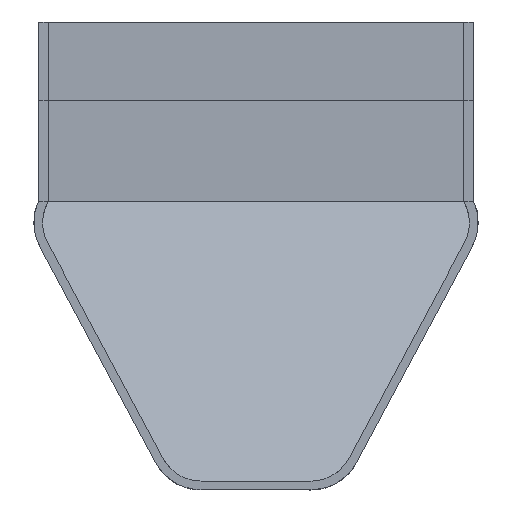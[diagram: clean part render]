
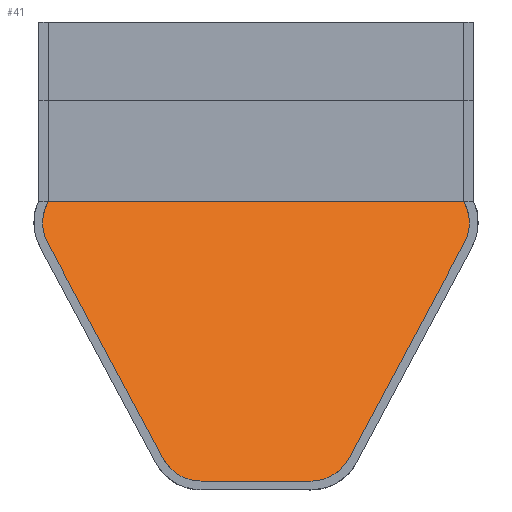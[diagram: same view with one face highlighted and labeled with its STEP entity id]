
A CAD part, top view. The second image highlights one B-rep face of the part: STEP entity #41.
In plain terms, the highlighted planar face has unit normal (0, 0.512, 0.859).
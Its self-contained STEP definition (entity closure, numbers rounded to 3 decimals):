
#41=ADVANCED_FACE('',(#81),#619,.T.);
#81=FACE_OUTER_BOUND('',#121,.T.);
#121=EDGE_LOOP('',(#267,#268,#269,#270,#271,#272,#273,#274));
#267=ORIENTED_EDGE('',*,*,#356,.T.);
#268=ORIENTED_EDGE('',*,*,#413,.T.);
#269=ORIENTED_EDGE('',*,*,#399,.T.);
#270=ORIENTED_EDGE('',*,*,#398,.T.);
#271=ORIENTED_EDGE('',*,*,#397,.T.);
#272=ORIENTED_EDGE('',*,*,#396,.T.);
#273=ORIENTED_EDGE('',*,*,#401,.T.);
#274=ORIENTED_EDGE('',*,*,#400,.T.);
#356=EDGE_CURVE('',#548,#549,#481,.T.);
#396=EDGE_CURVE('',#572,#573,#502,.T.);
#397=EDGE_CURVE('',#574,#572,#503,.T.);
#398=EDGE_CURVE('',#575,#574,#504,.T.);
#399=EDGE_CURVE('',#576,#575,#505,.T.);
#400=EDGE_CURVE('',#577,#548,#506,.T.);
#401=EDGE_CURVE('',#573,#577,#507,.T.);
#413=EDGE_CURVE('',#549,#576,#512,.T.);
#481=B_SPLINE_CURVE_WITH_KNOTS('',1,(#1050,#1051),.UNSPECIFIED.,.F.,.F.,
(2,2),(-145.067,-67.933),.UNSPECIFIED.);
#502=B_SPLINE_CURVE_WITH_KNOTS('',3,(#1190,#1191,#1192,#1193,#1194,#1195),
 .UNSPECIFIED.,.F.,.F.,(4,2,4),(0.,4.63,9.21),
 .UNSPECIFIED.);
#503=B_SPLINE_CURVE_WITH_KNOTS('',1,(#1196,#1197),.UNSPECIFIED.,.F.,.F.,
(2,2),(-20.42,0.),.UNSPECIFIED.);
#504=B_SPLINE_CURVE_WITH_KNOTS('',3,(#1198,#1199,#1200,#1201,#1202,#1203),
 .UNSPECIFIED.,.F.,.F.,(4,2,4),(0.,4.58,9.21),
 .UNSPECIFIED.);
#505=B_SPLINE_CURVE_WITH_KNOTS('',3,(#1204,#1205,#1206,#1207),
 .UNSPECIFIED.,.F.,.F.,(4,4),(0.,51.274),.UNSPECIFIED.);
#506=B_SPLINE_CURVE_WITH_KNOTS('',3,(#1208,#1209,#1210,#1211,#1212,#1213,
#1214,#1215,#1216,#1217),.UNSPECIFIED.,.F.,.F.,(4,2,2,2,4),(0.,2.38,
4.76,7.14,9.377),.UNSPECIFIED.);
#507=B_SPLINE_CURVE_WITH_KNOTS('',3,(#1218,#1219,#1220,#1221),
 .UNSPECIFIED.,.F.,.F.,(4,4),(0.,51.274),.UNSPECIFIED.);
#512=B_SPLINE_CURVE_WITH_KNOTS('',3,(#1263,#1264,#1265,#1266,#1267,#1268,
#1269,#1270,#1271,#1272),.UNSPECIFIED.,.F.,.F.,(4,2,2,2,4),(8.909,
11.146,13.526,15.906,18.286),
 .UNSPECIFIED.);
#548=VERTEX_POINT('',#956);
#549=VERTEX_POINT('',#957);
#572=VERTEX_POINT('',#980);
#573=VERTEX_POINT('',#981);
#574=VERTEX_POINT('',#982);
#575=VERTEX_POINT('',#983);
#576=VERTEX_POINT('',#984);
#577=VERTEX_POINT('',#985);
#619=PLANE('',#739);
#739=AXIS2_PLACEMENT_3D('',#921,#780,$);
#780=DIRECTION('',(0.,0.512,0.859));
#921=CARTESIAN_POINT('',(-51.548,24.525,-76.323));
#956=CARTESIAN_POINT('',(38.567,84.5,-112.115));
#957=CARTESIAN_POINT('',(-38.567,84.5,-112.115));
#980=CARTESIAN_POINT('',(10.21,32.5,-81.083));
#981=CARTESIAN_POINT('',(17.262,36.722,-83.602));
#982=CARTESIAN_POINT('',(-10.21,32.5,-81.083));
#983=CARTESIAN_POINT('',(-17.262,36.722,-83.602));
#984=CARTESIAN_POINT('',(-38.69,76.722,-107.474));
#985=CARTESIAN_POINT('',(38.69,76.722,-107.474));
#1050=CARTESIAN_POINT('',(38.567,84.5,-112.115));
#1051=CARTESIAN_POINT('',(-38.567,84.5,-112.115));
#1190=CARTESIAN_POINT('',(10.21,32.5,-81.083));
#1191=CARTESIAN_POINT('',(11.752,32.5,-81.083));
#1192=CARTESIAN_POINT('',(13.219,32.945,-81.348));
#1193=CARTESIAN_POINT('',(15.684,34.49,-82.27));
#1194=CARTESIAN_POINT('',(16.631,35.544,-82.899));
#1195=CARTESIAN_POINT('',(17.262,36.722,-83.602));
#1196=CARTESIAN_POINT('',(-10.21,32.5,-81.083));
#1197=CARTESIAN_POINT('',(10.21,32.5,-81.083));
#1198=CARTESIAN_POINT('',(-17.262,36.722,-83.602));
#1199=CARTESIAN_POINT('',(-16.631,35.544,-82.899));
#1200=CARTESIAN_POINT('',(-15.684,34.49,-82.27));
#1201=CARTESIAN_POINT('',(-13.219,32.945,-81.348));
#1202=CARTESIAN_POINT('',(-11.752,32.5,-81.083));
#1203=CARTESIAN_POINT('',(-10.21,32.5,-81.083));
#1204=CARTESIAN_POINT('',(-38.69,76.722,-107.474));
#1205=CARTESIAN_POINT('',(-31.548,63.389,-99.517));
#1206=CARTESIAN_POINT('',(-24.405,50.056,-91.559));
#1207=CARTESIAN_POINT('',(-17.262,36.722,-83.602));
#1208=CARTESIAN_POINT('',(38.69,76.722,-107.474));
#1209=CARTESIAN_POINT('',(39.021,77.34,-107.842));
#1210=CARTESIAN_POINT('',(39.266,77.991,-108.231));
#1211=CARTESIAN_POINT('',(39.581,79.324,-109.026));
#1212=CARTESIAN_POINT('',(39.652,80.005,-109.433));
#1213=CARTESIAN_POINT('',(39.621,81.364,-110.244));
#1214=CARTESIAN_POINT('',(39.519,82.042,-110.649));
#1215=CARTESIAN_POINT('',(39.152,83.323,-111.413));
#1216=CARTESIAN_POINT('',(38.897,83.927,-111.774));
#1217=CARTESIAN_POINT('',(38.567,84.5,-112.115));
#1218=CARTESIAN_POINT('',(17.262,36.722,-83.602));
#1219=CARTESIAN_POINT('',(24.405,50.056,-91.559));
#1220=CARTESIAN_POINT('',(31.548,63.389,-99.517));
#1221=CARTESIAN_POINT('',(38.69,76.722,-107.474));
#1263=CARTESIAN_POINT('',(-38.567,84.5,-112.115));
#1264=CARTESIAN_POINT('',(-38.897,83.927,-111.774));
#1265=CARTESIAN_POINT('',(-39.152,83.323,-111.413));
#1266=CARTESIAN_POINT('',(-39.519,82.042,-110.649));
#1267=CARTESIAN_POINT('',(-39.621,81.364,-110.244));
#1268=CARTESIAN_POINT('',(-39.652,80.005,-109.433));
#1269=CARTESIAN_POINT('',(-39.581,79.324,-109.026));
#1270=CARTESIAN_POINT('',(-39.266,77.991,-108.231));
#1271=CARTESIAN_POINT('',(-39.021,77.34,-107.842));
#1272=CARTESIAN_POINT('',(-38.69,76.722,-107.474));
